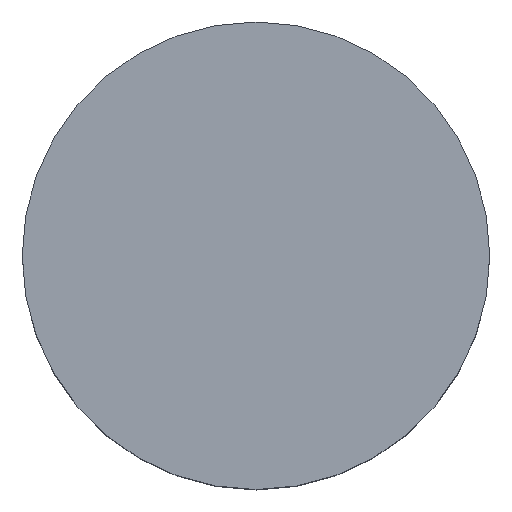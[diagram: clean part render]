
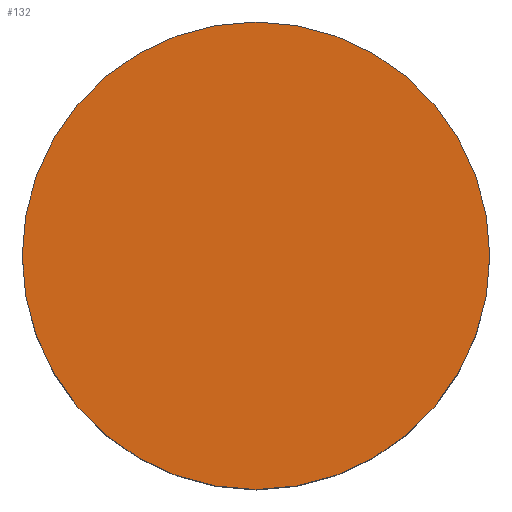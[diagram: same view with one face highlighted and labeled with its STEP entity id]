
A CAD part, top view. The second image highlights one B-rep face of the part: STEP entity #132.
In plain terms, the highlighted face is planar.
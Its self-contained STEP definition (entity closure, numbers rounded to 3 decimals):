
#132=ADVANCED_FACE('',(#153),#145,.T.);
#145=PLANE('',#306);
#153=FACE_OUTER_BOUND('',#177,.T.);
#177=EDGE_LOOP('',(#209));
#209=ORIENTED_EDGE('',*,*,#247,.F.);
#231=VERTEX_POINT('',#434);
#247=EDGE_CURVE('',#231,#231,#263,.T.);
#263=CIRCLE('',#305,17.5);
#305=AXIS2_PLACEMENT_3D('',#433,#366,#367);
#306=AXIS2_PLACEMENT_3D('',#435,#368,#369);
#366=DIRECTION('',(-1.,0.,0.));
#367=DIRECTION('',(0.,0.,1.));
#368=DIRECTION('',(1.,0.,0.));
#369=DIRECTION('',(0.,0.,-1.));
#433=CARTESIAN_POINT('',(19.,0.,0.));
#434=CARTESIAN_POINT('',(19.,0.,17.5));
#435=CARTESIAN_POINT('',(19.,0.,0.));
